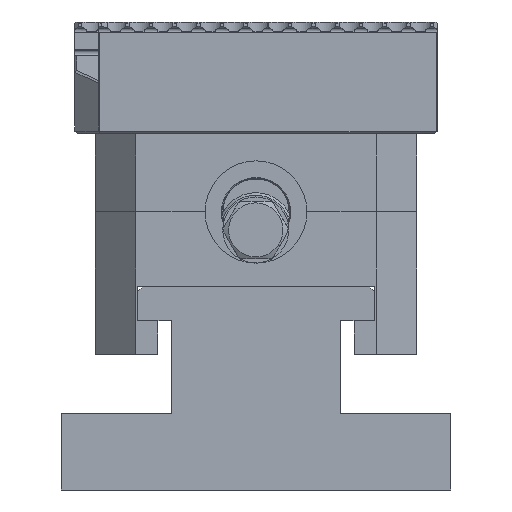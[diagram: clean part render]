
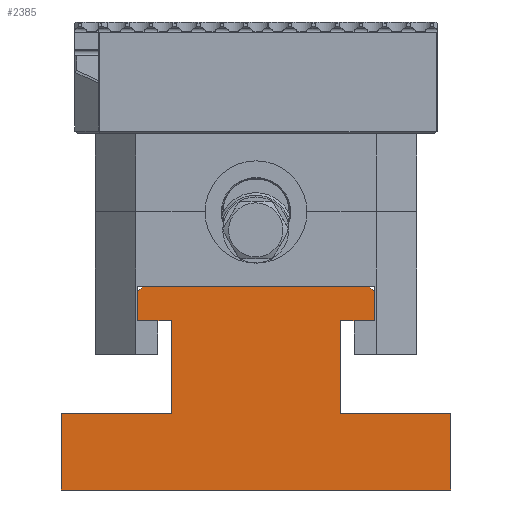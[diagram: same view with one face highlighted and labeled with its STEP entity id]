
A CAD part, left-side view. The second image highlights one B-rep face of the part: STEP entity #2385.
In plain terms, the highlighted planar face has unit normal (-1, 0, 0).
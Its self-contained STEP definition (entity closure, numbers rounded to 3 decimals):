
#2385=ADVANCED_FACE('',(#3926),#3347,.T.);
#3347=PLANE('',#16879);
#3926=FACE_OUTER_BOUND('',#4571,.T.);
#4571=EDGE_LOOP('',(#5922,#5923,#5924,#5925,#5926,#5927,#5928,#5929,#5930,
#5931,#5932,#5933,#5934,#5935));
#5922=ORIENTED_EDGE('',*,*,#12069,.T.);
#5923=ORIENTED_EDGE('',*,*,#12075,.T.);
#5924=ORIENTED_EDGE('',*,*,#12076,.F.);
#5925=ORIENTED_EDGE('',*,*,#12077,.T.);
#5926=ORIENTED_EDGE('',*,*,#12078,.T.);
#5927=ORIENTED_EDGE('',*,*,#12079,.T.);
#5928=ORIENTED_EDGE('',*,*,#12045,.F.);
#5929=ORIENTED_EDGE('',*,*,#12080,.T.);
#5930=ORIENTED_EDGE('',*,*,#12073,.T.);
#5931=ORIENTED_EDGE('',*,*,#12081,.F.);
#5932=ORIENTED_EDGE('',*,*,#12082,.F.);
#5933=ORIENTED_EDGE('',*,*,#12083,.F.);
#5934=ORIENTED_EDGE('',*,*,#12061,.T.);
#5935=ORIENTED_EDGE('',*,*,#12084,.T.);
#10402=VERTEX_POINT('',#23516);
#10403=VERTEX_POINT('',#23518);
#10418=VERTEX_POINT('',#23552);
#10419=VERTEX_POINT('',#23554);
#10426=VERTEX_POINT('',#23569);
#10427=VERTEX_POINT('',#23571);
#10430=VERTEX_POINT('',#23578);
#10431=VERTEX_POINT('',#23580);
#10432=VERTEX_POINT('',#23584);
#10433=VERTEX_POINT('',#23586);
#10434=VERTEX_POINT('',#23588);
#10435=VERTEX_POINT('',#23590);
#10436=VERTEX_POINT('',#23594);
#10437=VERTEX_POINT('',#23596);
#12045=EDGE_CURVE('',#10402,#10403,#14300,.T.);
#12061=EDGE_CURVE('',#10419,#10418,#14316,.T.);
#12069=EDGE_CURVE('',#10427,#10426,#14322,.T.);
#12073=EDGE_CURVE('',#10431,#10430,#14326,.T.);
#12075=EDGE_CURVE('',#10426,#10432,#14328,.T.);
#12076=EDGE_CURVE('',#10433,#10432,#14329,.T.);
#12077=EDGE_CURVE('',#10433,#10434,#14330,.T.);
#12078=EDGE_CURVE('',#10434,#10435,#14331,.T.);
#12079=EDGE_CURVE('',#10435,#10403,#14332,.T.);
#12080=EDGE_CURVE('',#10402,#10431,#14333,.T.);
#12081=EDGE_CURVE('',#10436,#10430,#14334,.T.);
#12082=EDGE_CURVE('',#10437,#10436,#14335,.T.);
#12083=EDGE_CURVE('',#10419,#10437,#14336,.T.);
#12084=EDGE_CURVE('',#10418,#10427,#14337,.T.);
#14300=LINE('',#23517,#15590);
#14316=LINE('',#23553,#15606);
#14322=LINE('',#23570,#15612);
#14326=LINE('',#23579,#15616);
#14328=LINE('',#23583,#15618);
#14329=LINE('',#23585,#15619);
#14330=LINE('',#23587,#15620);
#14331=LINE('',#23589,#15621);
#14332=LINE('',#23591,#15622);
#14333=LINE('',#23592,#15623);
#14334=LINE('',#23593,#15624);
#14335=LINE('',#23595,#15625);
#14336=LINE('',#23597,#15626);
#14337=LINE('',#23598,#15627);
#15590=VECTOR('',#18664,1.);
#15606=VECTOR('',#18688,1.);
#15612=VECTOR('',#18700,1.);
#15616=VECTOR('',#18706,1.);
#15618=VECTOR('',#18710,1.);
#15619=VECTOR('',#18711,1.);
#15620=VECTOR('',#18712,1.);
#15621=VECTOR('',#18713,1.);
#15622=VECTOR('',#18714,1.);
#15623=VECTOR('',#18715,1.);
#15624=VECTOR('',#18716,1.);
#15625=VECTOR('',#18717,1.);
#15626=VECTOR('',#18718,1.);
#15627=VECTOR('',#18719,1.);
#16879=AXIS2_PLACEMENT_3D('',#23599,#18720,#18721);
#18664=DIRECTION('',(0.,0.,1.));
#18688=DIRECTION('',(0.,0.,1.));
#18700=DIRECTION('',(0.,1.,0.));
#18706=DIRECTION('',(0.,0.,1.));
#18710=DIRECTION('',(0.,0.707,-0.707));
#18711=DIRECTION('',(0.,0.,1.));
#18712=DIRECTION('',(0.,-1.,0.));
#18713=DIRECTION('',(0.,0.,-1.));
#18714=DIRECTION('',(0.,1.,0.));
#18715=DIRECTION('',(0.,-1.,0.));
#18716=DIRECTION('',(0.,-1.,0.));
#18717=DIRECTION('',(0.,0.,-1.));
#18718=DIRECTION('',(0.,1.,0.));
#18719=DIRECTION('',(0.,0.707,0.707));
#18720=DIRECTION('',(-1.,0.,0.));
#18721=DIRECTION('',(0.,0.,1.));
#23516=CARTESIAN_POINT('',(91.928,112.422,-4.912));
#23517=CARTESIAN_POINT('',(91.928,112.422,-5.212));
#23518=CARTESIAN_POINT('',(91.928,112.422,17.588));
#23552=CARTESIAN_POINT('',(91.928,19.922,53.688));
#23553=CARTESIAN_POINT('',(91.928,19.922,-5.212));
#23554=CARTESIAN_POINT('',(91.928,19.922,45.088));
#23569=CARTESIAN_POINT('',(91.928,88.522,55.088));
#23570=CARTESIAN_POINT('',(91.928,54.922,55.088));
#23571=CARTESIAN_POINT('',(91.928,21.322,55.088));
#23578=CARTESIAN_POINT('',(91.928,-2.578,17.588));
#23579=CARTESIAN_POINT('',(91.928,-2.578,-5.212));
#23580=CARTESIAN_POINT('',(91.928,-2.578,-4.912));
#23583=CARTESIAN_POINT('',(91.928,101.872,41.738));
#23584=CARTESIAN_POINT('',(91.928,89.922,53.688));
#23585=CARTESIAN_POINT('',(91.928,89.922,-5.212));
#23586=CARTESIAN_POINT('',(91.928,89.922,45.088));
#23587=CARTESIAN_POINT('',(91.928,112.422,45.088));
#23588=CARTESIAN_POINT('',(91.928,79.922,45.088));
#23589=CARTESIAN_POINT('',(91.928,79.922,-5.212));
#23590=CARTESIAN_POINT('',(91.928,79.922,17.588));
#23591=CARTESIAN_POINT('',(91.928,54.922,17.588));
#23592=CARTESIAN_POINT('',(91.928,54.922,-4.912));
#23593=CARTESIAN_POINT('',(91.928,54.922,17.588));
#23594=CARTESIAN_POINT('',(91.928,29.922,17.588));
#23595=CARTESIAN_POINT('',(91.928,29.922,-5.212));
#23596=CARTESIAN_POINT('',(91.928,29.922,45.088));
#23597=CARTESIAN_POINT('',(91.928,54.922,45.088));
#23598=CARTESIAN_POINT('',(91.928,7.972,41.738));
#23599=CARTESIAN_POINT('',(91.928,54.922,-5.212));
